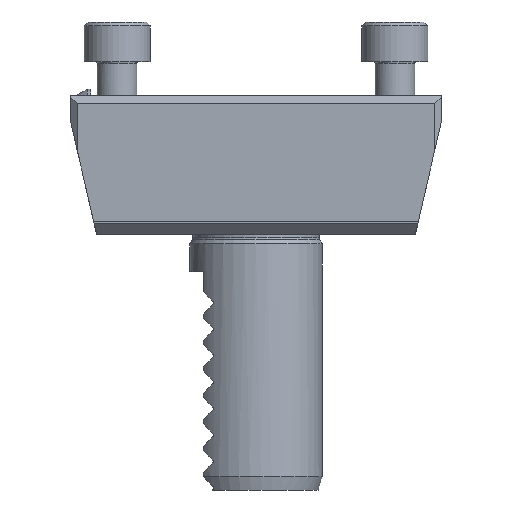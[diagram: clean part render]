
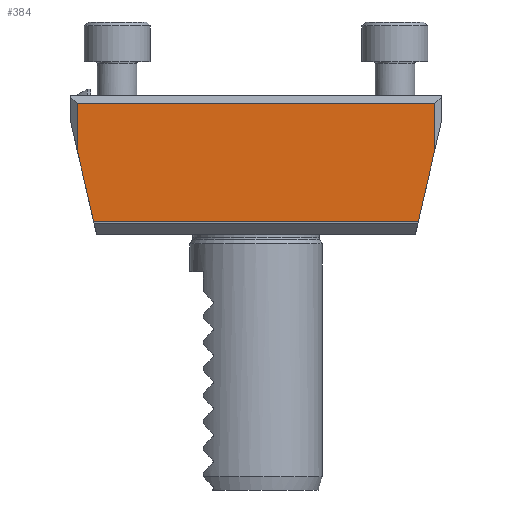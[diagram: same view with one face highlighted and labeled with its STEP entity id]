
A CAD part, left-side view. The second image highlights one B-rep face of the part: STEP entity #384.
In plain terms, the highlighted planar face has unit normal (-1, 0, 0).
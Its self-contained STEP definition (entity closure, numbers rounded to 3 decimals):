
#384=ADVANCED_FACE('',(#939),#682,.T.);
#682=PLANE('',#5827);
#939=FACE_OUTER_BOUND('',#1197,.T.);
#1197=EDGE_LOOP('',(#3182,#3183,#3184,#3185,#3186,#3187));
#1804=LINE('',#8564,#2391);
#1805=LINE('',#8567,#2392);
#1806=LINE('',#8569,#2393);
#1807=LINE('',#8571,#2394);
#1808=LINE('',#8573,#2395);
#1809=LINE('',#8575,#2396);
#2391=VECTOR('',#6840,1.);
#2392=VECTOR('',#6841,1.);
#2393=VECTOR('',#6842,1.);
#2394=VECTOR('',#6843,1.);
#2395=VECTOR('',#6844,1.);
#2396=VECTOR('',#6845,1.);
#3182=ORIENTED_EDGE('',*,*,#5208,.T.);
#3183=ORIENTED_EDGE('',*,*,#5209,.T.);
#3184=ORIENTED_EDGE('',*,*,#5210,.T.);
#3185=ORIENTED_EDGE('',*,*,#5211,.T.);
#3186=ORIENTED_EDGE('',*,*,#5212,.F.);
#3187=ORIENTED_EDGE('',*,*,#5213,.T.);
#4556=VERTEX_POINT('',#8565);
#4557=VERTEX_POINT('',#8566);
#4558=VERTEX_POINT('',#8568);
#4559=VERTEX_POINT('',#8570);
#4560=VERTEX_POINT('',#8572);
#4561=VERTEX_POINT('',#8574);
#5208=EDGE_CURVE('',#4556,#4557,#1804,.T.);
#5209=EDGE_CURVE('',#4557,#4558,#1805,.T.);
#5210=EDGE_CURVE('',#4558,#4559,#1806,.T.);
#5211=EDGE_CURVE('',#4559,#4560,#1807,.T.);
#5212=EDGE_CURVE('',#4561,#4560,#1808,.T.);
#5213=EDGE_CURVE('',#4561,#4556,#1809,.T.);
#5827=AXIS2_PLACEMENT_3D('',#8576,#6846,#6847);
#6840=DIRECTION('',(0.,0.,1.));
#6841=DIRECTION('',(0.,1.,0.));
#6842=DIRECTION('',(0.,0.,-1.));
#6843=DIRECTION('',(0.,-0.225,-0.974));
#6844=DIRECTION('',(0.,1.,0.));
#6845=DIRECTION('',(0.,-0.225,0.974));
#6846=DIRECTION('',(-1.,0.,0.));
#6847=DIRECTION('',(0.,-1.,0.));
#8564=CARTESIAN_POINT('',(-26.,-27.,-1.4));
#8565=CARTESIAN_POINT('',(-26.,-27.,11.269));
#8566=CARTESIAN_POINT('',(-26.,-27.,18.4));
#8567=CARTESIAN_POINT('',(-26.,-28.,18.4));
#8568=CARTESIAN_POINT('',(-26.,27.,18.4));
#8569=CARTESIAN_POINT('',(-26.,27.,-1.4));
#8570=CARTESIAN_POINT('',(-26.,27.,11.269));
#8571=CARTESIAN_POINT('',(-26.,21.44,-12.814));
#8572=CARTESIAN_POINT('',(-26.,24.537,0.6));
#8573=CARTESIAN_POINT('',(-26.,-28.,0.6));
#8574=CARTESIAN_POINT('',(-26.,-24.537,0.6));
#8575=CARTESIAN_POINT('',(-26.,-24.274,-0.54));
#8576=CARTESIAN_POINT('',(-26.,-28.,-1.4));
